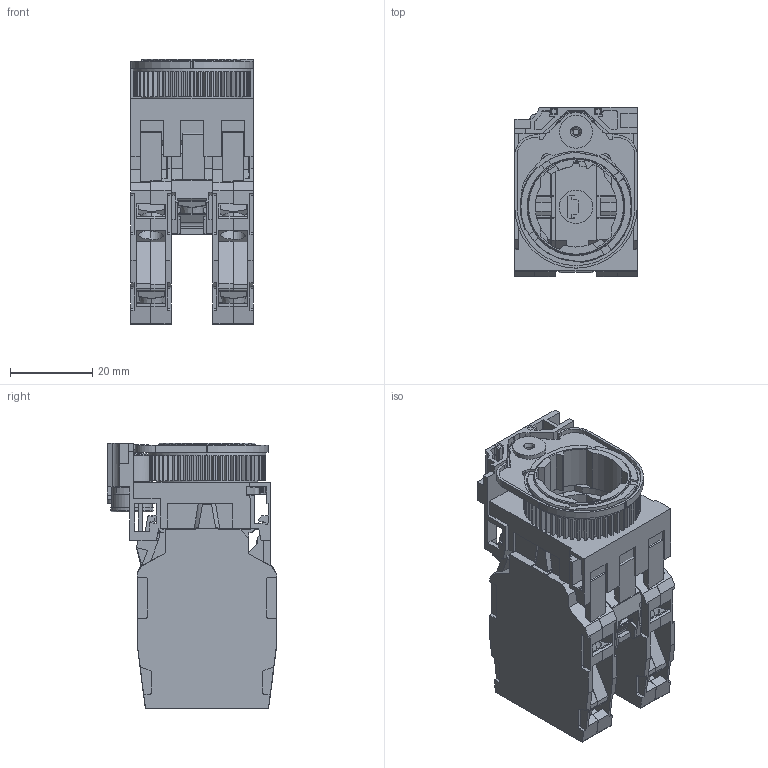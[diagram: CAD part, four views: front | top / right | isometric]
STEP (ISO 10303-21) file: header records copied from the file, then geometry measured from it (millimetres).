
FILE_DESCRIPTION(('STEP AP214'),'1');
FILE_NAME('cctmp_EFC0C87F-889E-4C4A-AF16-77F68860B3EA_2025_10_07_17_57_11_0394..stp','2025-10-07T15:57:14',('SIEMENS A&D'),('CADClick - www.CADClick.com'),'Spatial InterOp 3D postprocessed',' ','unknown authorization');
FILE_SCHEMA(('AUTOMOTIVE_DESIGN'));
Length unit declared in the file: millimetre
Products named in the file (5): cc_unnamed; 0_3; 0_2; 0_1; 0
Assembly tree (4 placements, depth 2):
  cc_unnamed
    0_3
    0_2
    0_1
    0
Bounding box: 29.8 x 41.28 x 64.55 mm (x, y, z)
Volume: 36701.3 mm3; surface area: 31329.6 mm2
Topology: 4 solids, 5 shells, 3786 faces, 10854 edges, 7136 vertices
Faces by surface type: plane 2914, cylinder 754, cone 78, torus 40
Entity records: 135442 total; most frequent: CARTESIAN_POINT 22996, ORIENTED_EDGE 21704, DIRECTION 20465, EDGE_CURVE 10852, LINE 8619, VECTOR 8619, VERTEX_POINT 7136, AXIS2_PLACEMENT_3D 5923
